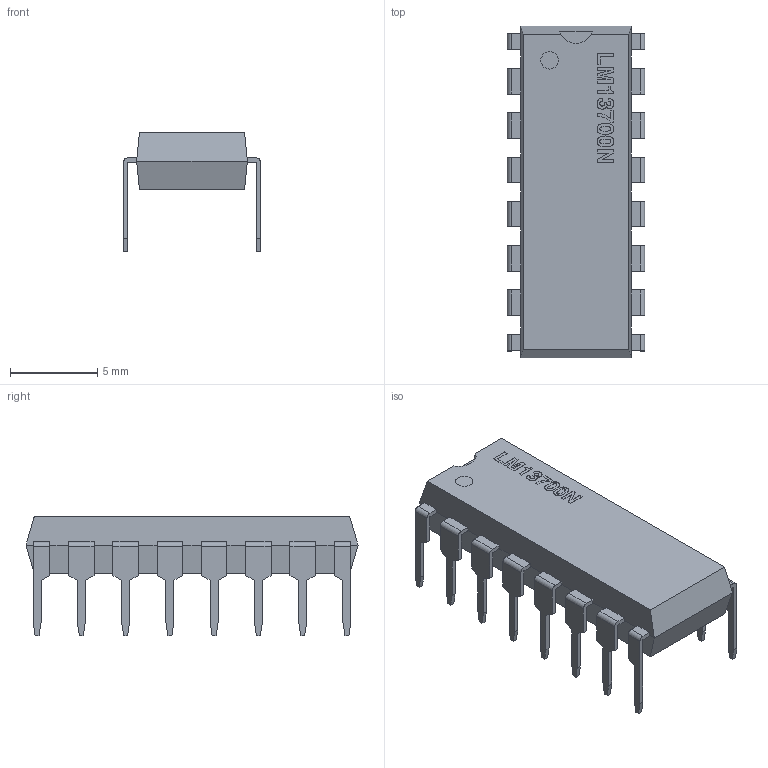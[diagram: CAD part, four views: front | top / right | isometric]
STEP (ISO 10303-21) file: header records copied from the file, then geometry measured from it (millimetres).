
FILE_DESCRIPTION(('FreeCAD Model'),'2;1');
FILE_NAME('Texas_Instruments_LM13700N.step', '2019-07-23T15:02:03',('Author'),(''), 'Open CASCADE STEP processor 7.3','FreeCAD','Unknown');
FILE_SCHEMA(('AUTOMOTIVE_DESIGN { 1 0 10303 214 1 1 1 1 }'));
Length unit declared in the file: millimetre
Products named in the file (1): LM13700N
Bounding box: 7.87 x 19.05 x 6.87 mm (x, y, z)
Volume: 398.4 mm3; surface area: 583.1 mm2
Topology: 1 solids, 1 shells, 364 faces, 1049 edges, 698 vertices
Faces by surface type: plane 259, extrusion 79, cylinder 18, bspline 8
Full cylindrical faces by diameter (mm): 1 x1
Entity records: 14537 total; most frequent: CARTESIAN_POINT 2925, ORIENTED_EDGE 2098, DIRECTION 1455, EDGE_CURVE 1049, VECTOR 827, LINE 748, VERTEX_POINT 698, FACE_BOUND 375
